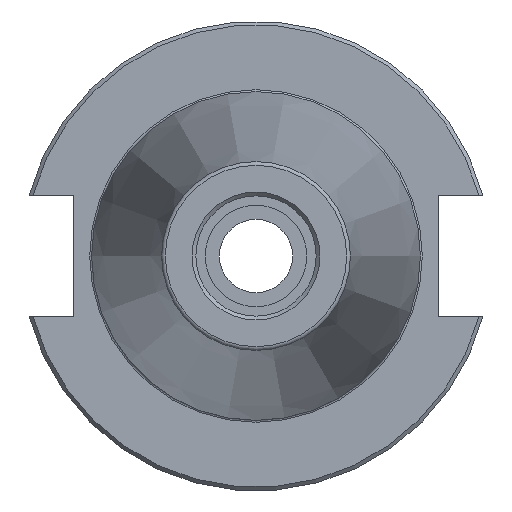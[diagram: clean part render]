
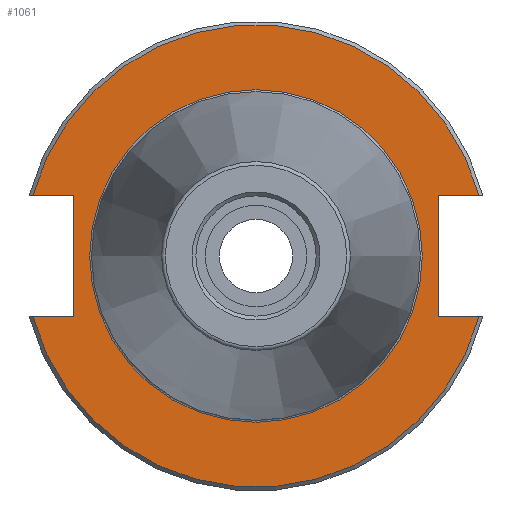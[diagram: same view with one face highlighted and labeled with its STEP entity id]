
A CAD part, left-side view. The second image highlights one B-rep face of the part: STEP entity #1061.
In plain terms, the highlighted planar face has unit normal (-1, 0, 0).
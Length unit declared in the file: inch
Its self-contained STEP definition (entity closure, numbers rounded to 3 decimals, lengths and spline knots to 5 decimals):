
#7 = AXIS2_PLACEMENT_3D ( 'NONE', #881, #1490, #289 ) ;
#14 = LINE ( 'NONE', #847, #1151 ) ;
#16 = EDGE_CURVE ( 'NONE', #195, #261, #254, .T. ) ;
#19 = CARTESIAN_POINT ( 'NONE',  ( 0.125, -0.97, 0.3225 ) ) ;
#40 = CARTESIAN_POINT ( 'NONE',  ( 0.125, 0.97, 0. ) ) ;
#61 = CARTESIAN_POINT ( 'NONE',  ( 0.125, 0., 0. ) ) ;
#93 = VECTOR ( 'NONE', #734, 39.37008 ) ;
#97 = ORIENTED_EDGE ( 'NONE', *, *, #972, .T. ) ;
#105 = VERTEX_POINT ( 'NONE', #1503 ) ;
#122 = AXIS2_PLACEMENT_3D ( 'NONE', #541, #1037, #1272 ) ;
#144 = CARTESIAN_POINT ( 'NONE',  ( 0.125, 0.875, 0. ) ) ;
#151 = VERTEX_POINT ( 'NONE', #305 ) ;
#189 = DIRECTION ( 'NONE',  ( -1., 0., 0. ) ) ;
#195 = VERTEX_POINT ( 'NONE', #1380 ) ;
#228 = ORIENTED_EDGE ( 'NONE', *, *, #1202, .F. ) ;
#254 = LINE ( 'NONE', #380, #93 ) ;
#261 = VERTEX_POINT ( 'NONE', #1175 ) ;
#289 = DIRECTION ( 'NONE',  ( 0., 1., 0. ) ) ;
#305 = CARTESIAN_POINT ( 'NONE',  ( 0.125, 1.18697, -0.3225 ) ) ;
#308 = VERTEX_POINT ( 'NONE', #1495 ) ;
#373 = DIRECTION ( 'NONE',  ( 0., 1., 0. ) ) ;
#379 = VERTEX_POINT ( 'NONE', #707 ) ;
#380 = CARTESIAN_POINT ( 'NONE',  ( 0.125, 0.875, -0.3225 ) ) ;
#408 = DIRECTION ( 'NONE',  ( 0., 0., 1. ) ) ;
#413 = DIRECTION ( 'NONE',  ( 0., -1., 0. ) ) ;
#458 = EDGE_CURVE ( 'NONE', #1555, #261, #14, .T. ) ;
#463 = ORIENTED_EDGE ( 'NONE', *, *, #732, .T. ) ;
#487 = EDGE_LOOP ( 'NONE', ( #463 ) ) ;
#500 = DIRECTION ( 'NONE',  ( 0., 0., -1. ) ) ;
#541 = CARTESIAN_POINT ( 'NONE',  ( 0.125, 0., 0. ) ) ;
#555 = VECTOR ( 'NONE', #408, 39.37008 ) ;
#629 = EDGE_CURVE ( 'NONE', #379, #1225, #888, .T. ) ;
#642 = DIRECTION ( 'NONE',  ( 0., 1., 0. ) ) ;
#657 = CIRCLE ( 'NONE', #1474, 1.23 ) ;
#662 = EDGE_LOOP ( 'NONE', ( #1066, #228, #1217, #1322, #959, #1229, #97, #918 ) ) ;
#677 = CIRCLE ( 'NONE', #122, 1.23 ) ;
#707 = CARTESIAN_POINT ( 'NONE',  ( 0.125, 0.97, 0.3225 ) ) ;
#732 = EDGE_CURVE ( 'NONE', #308, #308, #1412, .T. ) ;
#734 = DIRECTION ( 'NONE',  ( 0., 1., 0. ) ) ;
#839 = DIRECTION ( 'NONE',  ( 1., 0., 0. ) ) ;
#846 = VECTOR ( 'NONE', #642, 39.37008 ) ;
#847 = CARTESIAN_POINT ( 'NONE',  ( 0.125, -0.97, 0. ) ) ;
#881 = CARTESIAN_POINT ( 'NONE',  ( 0.125, 0., 0. ) ) ;
#888 = LINE ( 'NONE', #1240, #846 ) ;
#891 = EDGE_CURVE ( 'NONE', #151, #105, #1013, .T. ) ;
#901 = DIRECTION ( 'NONE',  ( 0., 1., 0. ) ) ;
#918 = ORIENTED_EDGE ( 'NONE', *, *, #1362, .T. ) ;
#959 = ORIENTED_EDGE ( 'NONE', *, *, #16, .T. ) ;
#963 = FACE_OUTER_BOUND ( 'NONE', #662, .T. ) ;
#972 = EDGE_CURVE ( 'NONE', #1555, #1239, #1534, .T. ) ;
#998 = EDGE_CURVE ( 'NONE', #151, #195, #657, .T. ) ;
#1013 = LINE ( 'NONE', #1505, #1292 ) ;
#1037 = DIRECTION ( 'NONE',  ( -1., 0., 0. ) ) ;
#1061 = ADVANCED_FACE ( 'NONE', ( #1330, #963 ), #1224, .F. ) ;
#1066 = ORIENTED_EDGE ( 'NONE', *, *, #629, .F. ) ;
#1151 = VECTOR ( 'NONE', #500, 39.37008 ) ;
#1163 = CARTESIAN_POINT ( 'NONE',  ( 0.125, 0.875, 0.3225 ) ) ;
#1175 = CARTESIAN_POINT ( 'NONE',  ( 0.125, -0.97, -0.3225 ) ) ;
#1202 = EDGE_CURVE ( 'NONE', #105, #379, #1496, .T. ) ;
#1217 = ORIENTED_EDGE ( 'NONE', *, *, #891, .F. ) ;
#1224 = PLANE ( 'NONE',  #1395 ) ;
#1225 = VERTEX_POINT ( 'NONE', #1464 ) ;
#1229 = ORIENTED_EDGE ( 'NONE', *, *, #458, .F. ) ;
#1239 = VERTEX_POINT ( 'NONE', #1361 ) ;
#1240 = CARTESIAN_POINT ( 'NONE',  ( 0.125, 0.875, 0.3225 ) ) ;
#1269 = DIRECTION ( 'NONE',  ( 0., -1., 0. ) ) ;
#1272 = DIRECTION ( 'NONE',  ( 0., 1., 0. ) ) ;
#1292 = VECTOR ( 'NONE', #413, 39.37008 ) ;
#1322 = ORIENTED_EDGE ( 'NONE', *, *, #998, .T. ) ;
#1330 = FACE_BOUND ( 'NONE', #487, .T. ) ;
#1340 = VECTOR ( 'NONE', #1269, 39.37008 ) ;
#1361 = CARTESIAN_POINT ( 'NONE',  ( 0.125, -1.18697, 0.3225 ) ) ;
#1362 = EDGE_CURVE ( 'NONE', #1239, #1225, #677, .T. ) ;
#1380 = CARTESIAN_POINT ( 'NONE',  ( 0.125, -1.18697, -0.3225 ) ) ;
#1395 = AXIS2_PLACEMENT_3D ( 'NONE', #144, #839, #373 ) ;
#1412 = CIRCLE ( 'NONE', #7, 0.885 ) ;
#1464 = CARTESIAN_POINT ( 'NONE',  ( 0.125, 1.18697, 0.3225 ) ) ;
#1474 = AXIS2_PLACEMENT_3D ( 'NONE', #61, #189, #901 ) ;
#1490 = DIRECTION ( 'NONE',  ( 1., 0., 0. ) ) ;
#1495 = CARTESIAN_POINT ( 'NONE',  ( 0.125, 0.885, 0. ) ) ;
#1496 = LINE ( 'NONE', #40, #555 ) ;
#1503 = CARTESIAN_POINT ( 'NONE',  ( 0.125, 0.97, -0.3225 ) ) ;
#1505 = CARTESIAN_POINT ( 'NONE',  ( 0.125, 0.875, -0.3225 ) ) ;
#1534 = LINE ( 'NONE', #1163, #1340 ) ;
#1555 = VERTEX_POINT ( 'NONE', #19 ) ;
